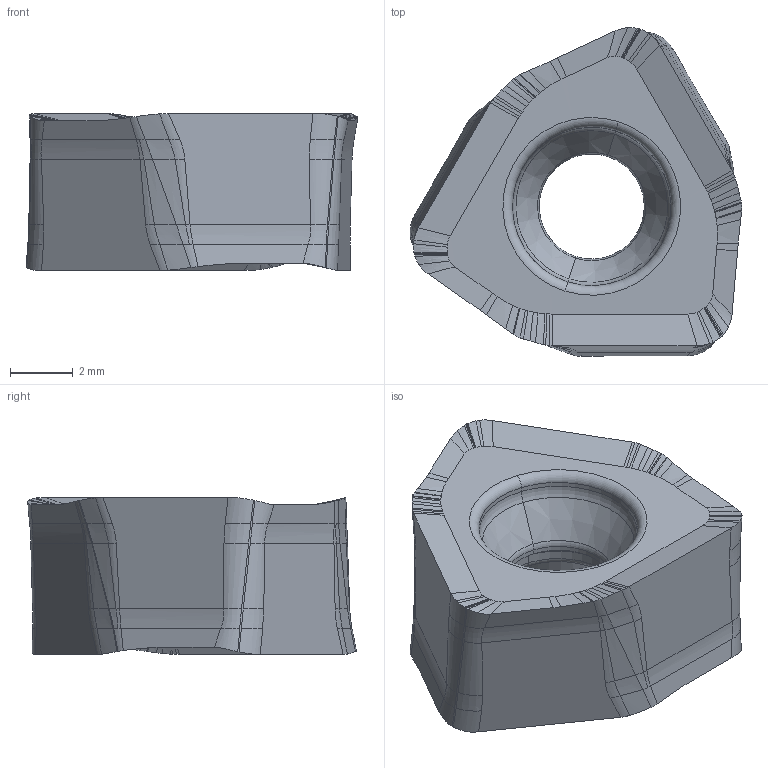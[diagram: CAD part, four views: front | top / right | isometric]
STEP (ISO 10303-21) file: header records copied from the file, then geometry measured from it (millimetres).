
FILE_DESCRIPTION((''),'2;1');
FILE_NAME('CUS_JOMU090512ZZER-L','2020-06-22T',('thagi'),(''),'CREO PARAMETRIC BY PTC INC, 2016260','CREO PARAMETRIC BY PTC INC, 2016260','');
FILE_SCHEMA(('AUTOMOTIVE_DESIGN { 1 0 10303 214 1 1 1 1 }'));
Length unit declared in the file: millimetre
Products named in the file (1): CUS_JOMU090512ZZER-L
Bounding box: 10.58 x 10.48 x 5 mm (x, y, z)
Volume: 271.1 mm3; surface area: 336.9 mm2
Topology: 1 solids, 1 shells, 327 faces, 898 edges, 574 vertices
Faces by surface type: bspline 262, plane 27, torus 14, cone 12, cylinder 12
Entity records: 19811 total; most frequent: CARTESIAN_POINT 10307, ORIENTED_EDGE 1636, EDGE_CURVE 818, DIRECTION 548, B_SPLINE_CURVE_WITH_KNOTS 530, VERTEX_POINT 494, FILL_AREA_STYLE_COLOUR 465, FILL_AREA_STYLE 465
